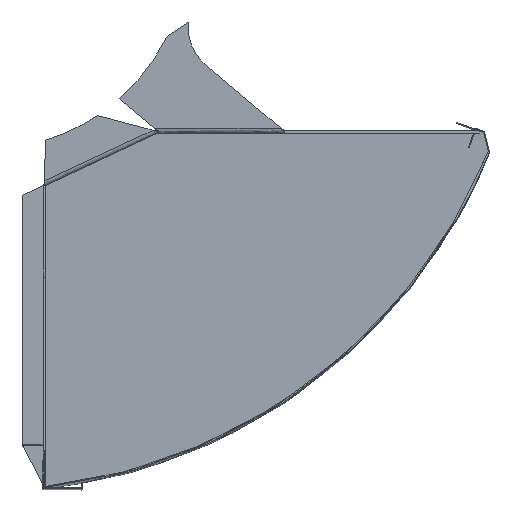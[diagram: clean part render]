
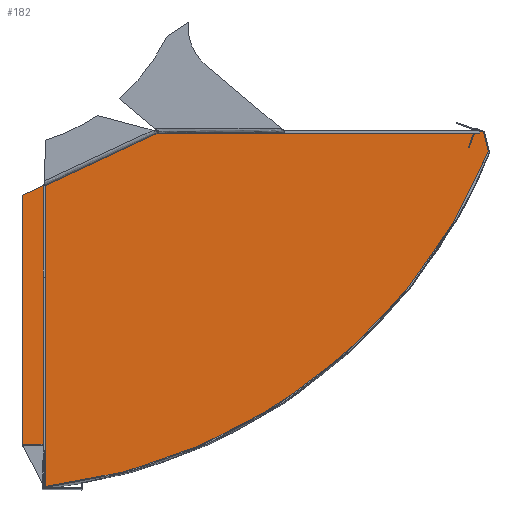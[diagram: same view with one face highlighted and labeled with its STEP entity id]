
A CAD part, top view. The second image highlights one B-rep face of the part: STEP entity #182.
In plain terms, the highlighted free-form (B-spline) face has degree [1, 1] with [2, 2] control points.
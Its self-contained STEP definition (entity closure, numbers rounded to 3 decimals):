
#182=ADVANCED_FACE('ImportedBody',(#468),#469,.F.);
#468=FACE_OUTER_BOUND('',#1681,.T.);
#469=B_SPLINE_SURFACE_WITH_KNOTS('',1,1,((#1682,#1683),(#1684,#1685)),.UNSPECIFIED.,.F.,.F.,.F.,(2,2),(2,2),(0.0,1.0),(0.0,1.0),.UNSPECIFIED.);
#1681=EDGE_LOOP('',(#2508,#2509,#2510,#2511,#2512,#2513,#2514,#2515,#2516,#2517));
#1682=CARTESIAN_POINT('',(1048.792,-390.427,1173.698));
#1683=CARTESIAN_POINT('',(127.449,-390.427,1173.698));
#1684=CARTESIAN_POINT('',(1048.792,313.128,1173.698));
#1685=CARTESIAN_POINT('',(127.449,313.128,1173.698));
#2508=ORIENTED_EDGE('',*,*,#2758,.F.);
#2509=ORIENTED_EDGE('',*,*,#3027,.F.);
#2510=ORIENTED_EDGE('',*,*,#3030,.F.);
#2511=ORIENTED_EDGE('',*,*,#3015,.T.);
#2512=ORIENTED_EDGE('',*,*,#2960,.F.);
#2513=ORIENTED_EDGE('',*,*,#2878,.T.);
#2514=ORIENTED_EDGE('',*,*,#3003,.F.);
#2515=ORIENTED_EDGE('',*,*,#2843,.T.);
#2516=ORIENTED_EDGE('',*,*,#2761,.F.);
#2517=ORIENTED_EDGE('',*,*,#2759,.F.);
#2758=EDGE_CURVE('',#3327,#3329,#3330,.T.);
#2759=EDGE_CURVE('',#3329,#3331,#3332,.T.);
#2761=EDGE_CURVE('',#3331,#3334,#3335,.T.);
#2843=EDGE_CURVE('',#3469,#3334,#3470,.T.);
#2878=EDGE_CURVE('',#3522,#3520,#3523,.T.);
#2960=EDGE_CURVE('',#3522,#3649,#3650,.T.);
#3003=EDGE_CURVE('',#3469,#3520,#3709,.T.);
#3015=EDGE_CURVE('',#3722,#3649,#3723,.T.);
#3027=EDGE_CURVE('',#3736,#3327,#3738,.T.);
#3030=EDGE_CURVE('',#3722,#3736,#3741,.T.);
#3327=VERTEX_POINT('',#4185);
#3329=VERTEX_POINT('',#4188);
#3330=CIRCLE('',#4189,1058.);
#3331=VERTEX_POINT('',#4190);
#3332=CIRCLE('',#4191,1058.0);
#3334=VERTEX_POINT('',#4194);
#3335=LINE('',#4195,#4196);
#3469=VERTEX_POINT('',#4403);
#3470=LINE('',#4404,#4405);
#3520=VERTEX_POINT('',#4486);
#3522=VERTEX_POINT('',#4489);
#3523=LINE('',#4490,#4491);
#3649=VERTEX_POINT('',#4674);
#3650=LINE('',#4675,#4676);
#3709=LINE('',#4768,#4769);
#3722=VERTEX_POINT('',#4792);
#3723=LINE('',#4793,#4794);
#3736=VERTEX_POINT('',#4815);
#3738=LINE('',#4818,#4819);
#3741=LINE('',#4824,#4825);
#4185=CARTESIAN_POINT('',(174.912,-386.255,1173.698));
#4188=CARTESIAN_POINT('',(699.619,-179.167,1173.698));
#4189=AXIS2_PLACEMENT_3D('',#5063,#5064,#5065);
#4190=CARTESIAN_POINT('',(1043.329,268.122,1173.698));
#4191=AXIS2_PLACEMENT_3D('',#5066,#5067,#5068);
#4194=CARTESIAN_POINT('',(1033.926,306.404,1173.698));
#4195=CARTESIAN_POINT('',(1038.628,287.263,1173.698));
#4196=VECTOR('',#5070,1.0);
#4403=CARTESIAN_POINT('',(1026.991,308.956,1173.698));
#4404=CARTESIAN_POINT('',(1030.459,307.68,1173.698));
#4405=VECTOR('',#5168,1.0);
#4486=CARTESIAN_POINT('',(1026.689,308.956,1173.698));
#4489=CARTESIAN_POINT('',(402.505,308.957,1173.698));
#4490=CARTESIAN_POINT('',(714.597,308.956,1173.698));
#4491=VECTOR('',#5222,1.0);
#4674=CARTESIAN_POINT('',(132.912,183.244,1173.698));
#4675=CARTESIAN_POINT('',(267.709,246.1,1173.698));
#4676=VECTOR('',#5351,1.0);
#4768=CARTESIAN_POINT('',(1026.84,308.956,1173.698));
#4769=VECTOR('',#5412,1.0);
#4792=CARTESIAN_POINT('',(132.912,-303.477,1173.698));
#4793=CARTESIAN_POINT('',(132.912,-60.116,1173.698));
#4794=VECTOR('',#5426,1.0);
#4815=CARTESIAN_POINT('',(174.912,-303.477,1173.698));
#4818=CARTESIAN_POINT('',(174.912,-344.866,1173.698));
#4819=VECTOR('',#5442,1.0);
#4824=CARTESIAN_POINT('',(153.912,-303.477,1173.698));
#4825=VECTOR('',#5445,1.0);
#5063=CARTESIAN_POINT('',(62.913,665.8,1173.698));
#5064=DIRECTION('',(0.,0.0,1.));
#5065=DIRECTION('',(0.0,1.0,0.0));
#5066=CARTESIAN_POINT('',(62.913,665.8,1173.698));
#5067=DIRECTION('',(0.,0.,1.));
#5068=DIRECTION('',(0.602,-0.799,0.));
#5070=DIRECTION('',(-0.239,0.971,0.));
#5168=DIRECTION('',(0.938,-0.345,0.));
#5222=DIRECTION('',(1.,0.,0.));
#5351=DIRECTION('',(-0.906,-0.423,0.));
#5412=DIRECTION('',(-1.,0.,0.));
#5426=DIRECTION('',(0.,1.,0.));
#5442=DIRECTION('',(0.,-1.,0.));
#5445=DIRECTION('',(1.,0.,0.));
